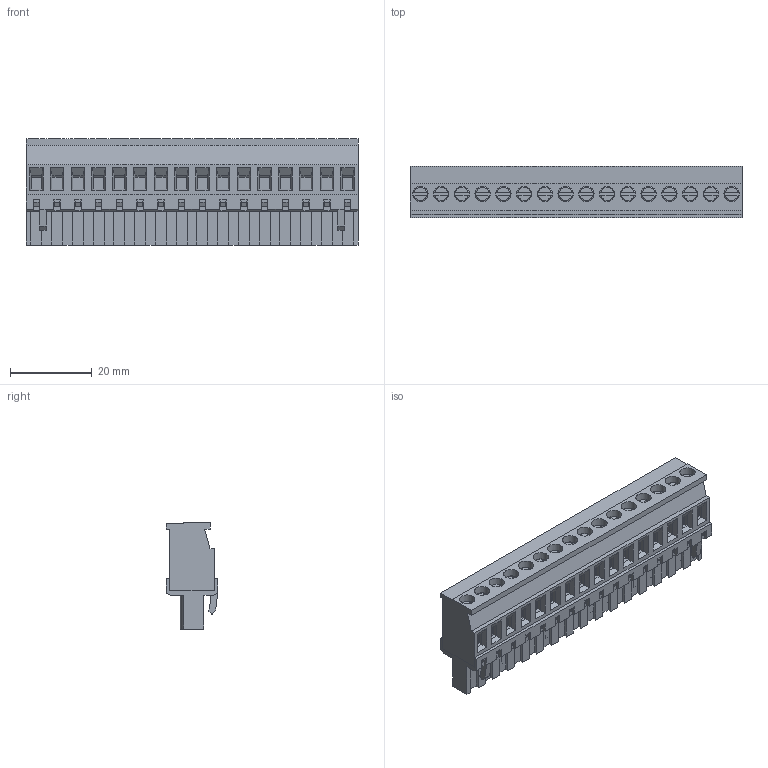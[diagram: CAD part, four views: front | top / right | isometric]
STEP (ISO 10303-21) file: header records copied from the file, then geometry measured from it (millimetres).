
FILE_DESCRIPTION( ( 'Unknown' ), '1' );
FILE_NAME( '691352510016.stp', 'Unknown', ( 'Unknown' ), ( 'Unknown' ), 'PSStep 14.0', 'Unknown', ' ' );
FILE_SCHEMA( ( 'AUTOMOTIVE_DESIGN { 1 0 10303 214 1 1 1 1 }' ) );
Length unit declared in the file: millimetre
Products named in the file (6): Assem1; 6913525100xx_CAGE; 6913525100xx; 6913525100xx_VIS; 691343510016; 691343510016_BAS
Assembly tree (50 placements, depth 2):
  Assem1
    6913525100xx_CAGE  x16
    6913525100xx  x16
    6913525100xx_VIS  x16
    691343510016
    691343510016_BAS
Bounding box: 81.28 x 12.6 x 26 mm (x, y, z)
Volume: 12514.4 mm3; surface area: 28397.6 mm2
Topology: 50 solids, 50 shells, 3272 faces, 9072 edges, 5898 vertices
Faces by surface type: plane 2526, cylinder 650, cone 48, torus 48
Full cylindrical faces by diameter (mm): 1.5 x16, 2.2 x16, 2.7 x16, 2.9 x16, 3 x16, 3.7 x16, 3.75 x16
Entity records: 69822 total; most frequent: CARTESIAN_POINT 9892, ORIENTED_EDGE 9712, DIRECTION 8746, EDGE_CURVE 4856, LINE 4574, VECTOR 4574, VERTEX_POINT 3208, AXIS2_PLACEMENT_3D 2086
